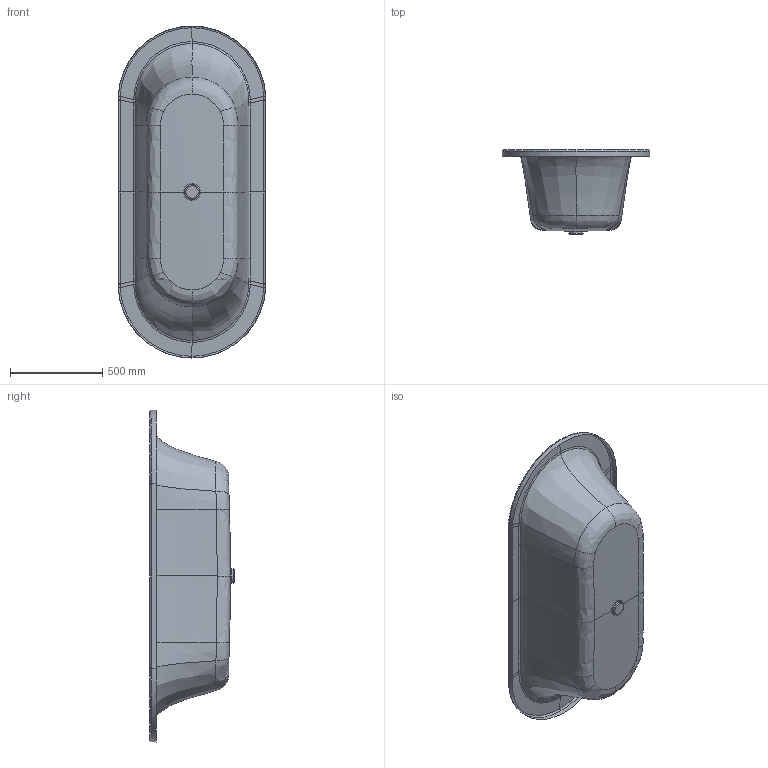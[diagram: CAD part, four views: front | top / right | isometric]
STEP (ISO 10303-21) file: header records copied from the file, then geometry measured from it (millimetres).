
FILE_DESCRIPTION((''),'2;1');
FILE_NAME('UBA180LFO7_LOOP_FRIENDS_OVAL','2022-06-29T15:50:28',('hegemanc'),('Villeroy & Boch Wellness bv'),'CREO PARAMETRIC BY PTC INC, 2020454','CREO PARAMETRIC BY PTC INC, 2020454','');
FILE_SCHEMA(('CONFIG_CONTROL_DESIGN'));
Length unit declared in the file: millimetre
Products named in the file (1): UBA180LFO7_LOOP_FRIENDS_OVAL
Bounding box: 800 x 456.56 x 1800 mm (x, y, z)
Surface area: 2482564 mm2 (no closed solid volume)
Topology: 0 solids, 1 shells, 85 faces, 203 edges, 116 vertices
Faces by surface type: bspline 60, cylinder 10, plane 7, cone 4, torus 4
Entity records: 18259 total; most frequent: CARTESIAN_POINT 16733, ORIENTED_EDGE 386, EDGE_CURVE 203, DIRECTION 156, B_SPLINE_CURVE_WITH_KNOTS 128, VERTEX_POINT 116, EDGE_LOOP 85, FACE_OUTER_BOUND 85
